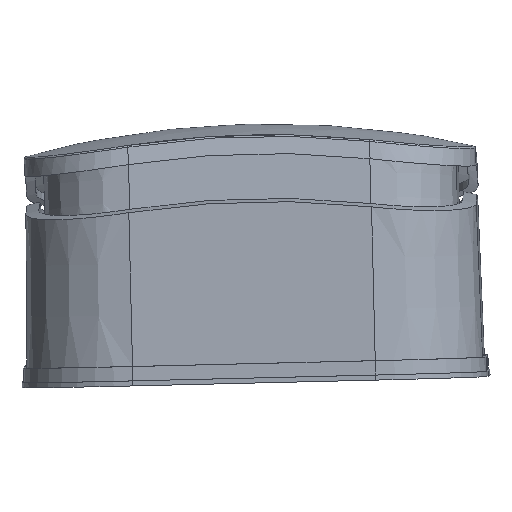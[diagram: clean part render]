
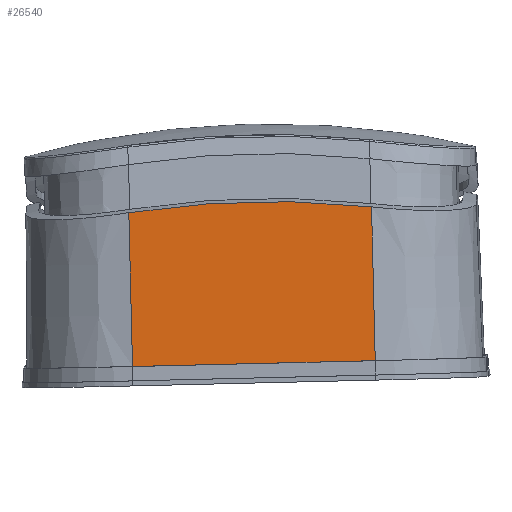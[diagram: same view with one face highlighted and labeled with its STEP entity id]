
A CAD part, top view. The second image highlights one B-rep face of the part: STEP entity #26540.
In plain terms, the highlighted face is planar.
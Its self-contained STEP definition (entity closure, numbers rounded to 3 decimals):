
#17 = LINE ( 'NONE', #33021, #17143 ) ;
#42 = CARTESIAN_POINT ( 'NONE',  ( -132.149, 2., -80.285 ) ) ;
#131 = CARTESIAN_POINT ( 'NONE',  ( -132.149, 23.417, -80.659 ) ) ;
#802 = CARTESIAN_POINT ( 'NONE',  ( -126.548, 24.155, -80.672 ) ) ;
#1554 = FACE_OUTER_BOUND ( 'NONE', #33242, .T. ) ;
#2165 = LINE ( 'NONE', #13103, #15609 ) ;
#2346 = DIRECTION ( 'NONE',  ( 0., -1., 0.017 ) ) ;
#5658 = AXIS2_PLACEMENT_3D ( 'NONE', #18332, #32356, #29452 ) ;
#6092 = CARTESIAN_POINT ( 'NONE',  ( -103.952, 24.155, -80.672 ) ) ;
#6247 = B_SPLINE_CURVE_WITH_KNOTS ( 'NONE', 3,
 ( #14665, #802, #25234, #22854, #6092, #14846 ),
 .UNSPECIFIED., .F., .F.,
 ( 4, 2, 4 ),
 ( 0., 0.5, 1. ),
 .UNSPECIFIED. ) ;
#9210 = ORIENTED_EDGE ( 'NONE', *, *, #29368, .F. ) ;
#9972 = CARTESIAN_POINT ( 'NONE',  ( -98.351, 23.417, -80.659 ) ) ;
#10885 = VERTEX_POINT ( 'NONE', #29042 ) ;
#12787 = DIRECTION ( 'NONE',  ( 0., 1., -0.017 ) ) ;
#13103 = CARTESIAN_POINT ( 'NONE',  ( -98.351, 23.417, -80.659 ) ) ;
#14491 = ORIENTED_EDGE ( 'NONE', *, *, #28458, .F. ) ;
#14665 = CARTESIAN_POINT ( 'NONE',  ( -132.149, 23.417, -80.659 ) ) ;
#14846 = CARTESIAN_POINT ( 'NONE',  ( -98.351, 23.417, -80.659 ) ) ;
#15609 = VECTOR ( 'NONE', #2346, 1000. ) ;
#17143 = VECTOR ( 'NONE', #27919, 1000. ) ;
#18332 = CARTESIAN_POINT ( 'NONE',  ( -83.5, 0., -80.25 ) ) ;
#21537 = CARTESIAN_POINT ( 'NONE',  ( -132.149, 2., -80.285 ) ) ;
#22739 = EDGE_CURVE ( 'NONE', #29774, #10885, #17, .T. ) ;
#22854 = CARTESIAN_POINT ( 'NONE',  ( -109.601, 24.526, -80.678 ) ) ;
#23083 = ORIENTED_EDGE ( 'NONE', *, *, #22739, .T. ) ;
#23356 = EDGE_CURVE ( 'NONE', #33168, #10885, #2165, .T. ) ;
#24641 = VERTEX_POINT ( 'NONE', #131 ) ;
#25052 = ORIENTED_EDGE ( 'NONE', *, *, #23356, .F. ) ;
#25234 = CARTESIAN_POINT ( 'NONE',  ( -120.899, 24.526, -80.678 ) ) ;
#26540 = ADVANCED_FACE ( 'NONE', ( #1554 ), #27272, .T. ) ;
#27272 = PLANE ( 'NONE',  #5658 ) ;
#27919 = DIRECTION ( 'NONE',  ( 1., 0., 0. ) ) ;
#28458 = EDGE_CURVE ( 'NONE', #29774, #24641, #29186, .T. ) ;
#28916 = VECTOR ( 'NONE', #12787, 1000. ) ;
#29042 = CARTESIAN_POINT ( 'NONE',  ( -98.351, 2., -80.285 ) ) ;
#29186 = LINE ( 'NONE', #21537, #28916 ) ;
#29368 = EDGE_CURVE ( 'NONE', #24641, #33168, #6247, .T. ) ;
#29452 = DIRECTION ( 'NONE',  ( 1., 0., 0. ) ) ;
#29774 = VERTEX_POINT ( 'NONE', #42 ) ;
#32356 = DIRECTION ( 'NONE',  ( 0., 0.017, 1. ) ) ;
#33021 = CARTESIAN_POINT ( 'NONE',  ( -132.149, 2., -80.285 ) ) ;
#33168 = VERTEX_POINT ( 'NONE', #9972 ) ;
#33242 = EDGE_LOOP ( 'NONE', ( #25052, #9210, #14491, #23083 ) ) ;
